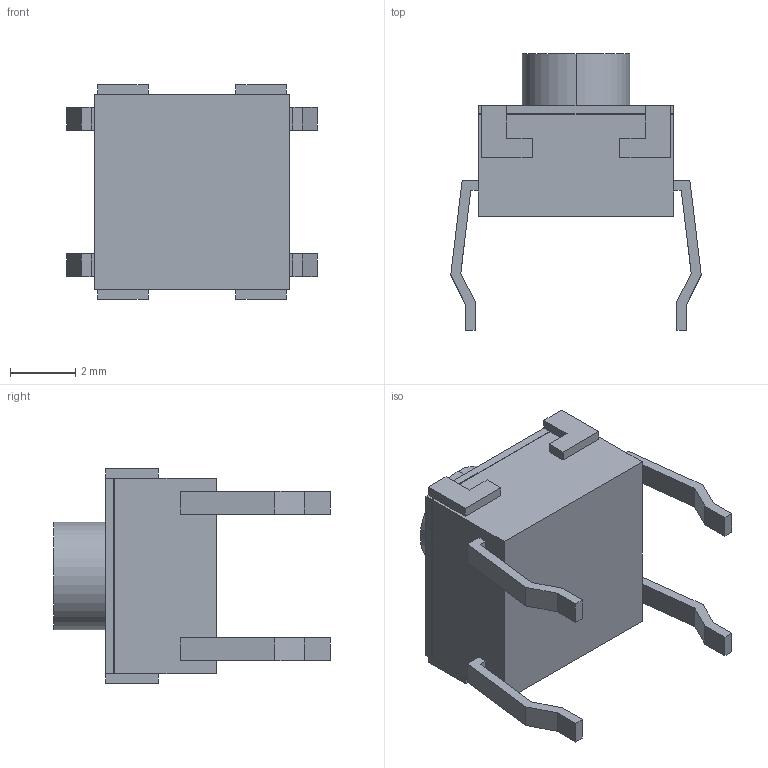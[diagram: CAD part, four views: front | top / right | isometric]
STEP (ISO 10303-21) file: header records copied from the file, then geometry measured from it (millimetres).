
FILE_DESCRIPTION (( 'STEP AP214' ), '1' );
FILE_NAME ('B3W_1022.step', '2016-10-13T00:40:27', ( 'OSMC1.0 ' ), ( ' ' ), 'SwSTEP 2.0', 'SolidWorks 2002025', '' );
FILE_SCHEMA (( 'AUTOMOTIVE_DESIGN' ));
Length unit declared in the file: millimetre
Products named in the file (1): B3W_1022
Bounding box: 7.7 x 8.5 x 6.6 mm (x, y, z)
Volume: 142.2 mm3; surface area: 226 mm2
Topology: 1 solids, 1 shells, 97 faces, 274 edges, 180 vertices
Faces by surface type: plane 95, cylinder 2
Entity records: 3253 total; most frequent: CARTESIAN_POINT 552, ORIENTED_EDGE 548, DIRECTION 474, EDGE_CURVE 274, VECTOR 270, LINE 270, VERTEX_POINT 180, AXIS2_PLACEMENT_3D 102
